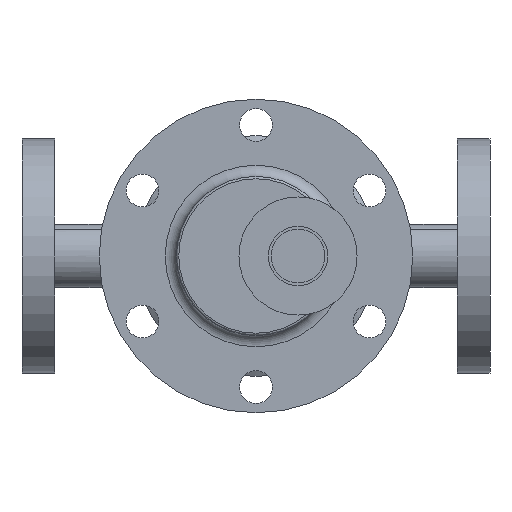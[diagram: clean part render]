
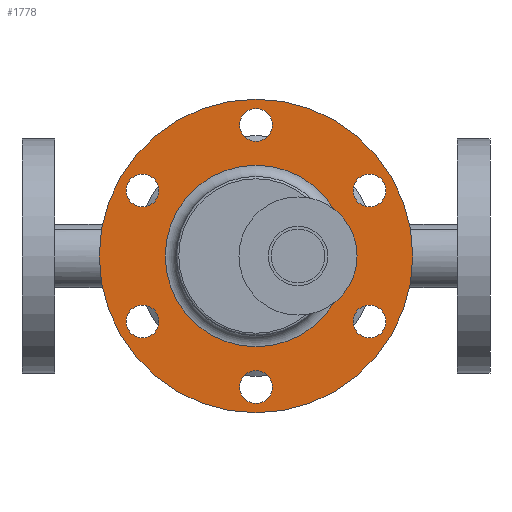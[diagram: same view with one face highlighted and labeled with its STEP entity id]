
A CAD part, left-side view. The second image highlights one B-rep face of the part: STEP entity #1778.
In plain terms, the highlighted planar face has unit normal (-1, 0, 0).
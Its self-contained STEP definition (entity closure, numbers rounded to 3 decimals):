
#282=FACE_BOUND('',#627,.T.);
#283=FACE_BOUND('',#628,.T.);
#284=FACE_BOUND('',#629,.T.);
#285=FACE_BOUND('',#630,.T.);
#286=FACE_BOUND('',#631,.T.);
#287=FACE_BOUND('',#632,.T.);
#288=FACE_BOUND('',#633,.T.);
#331=PLANE('',#2066);
#440=FACE_OUTER_BOUND('',#626,.T.);
#626=EDGE_LOOP('',(#1616));
#627=EDGE_LOOP('',(#1617));
#628=EDGE_LOOP('',(#1618));
#629=EDGE_LOOP('',(#1619));
#630=EDGE_LOOP('',(#1620));
#631=EDGE_LOOP('',(#1621));
#632=EDGE_LOOP('',(#1622));
#633=EDGE_LOOP('',(#1623,#1624));
#702=CIRCLE('',#1881,7.);
#706=CIRCLE('',#1887,7.);
#710=CIRCLE('',#1893,7.);
#714=CIRCLE('',#1899,7.);
#718=CIRCLE('',#1905,7.);
#722=CIRCLE('',#1911,7.);
#806=CIRCLE('',#2065,67.);
#807=CIRCLE('',#2067,38.798);
#808=CIRCLE('',#2068,38.798);
#860=VERTEX_POINT('',#2827);
#864=VERTEX_POINT('',#2839);
#868=VERTEX_POINT('',#2851);
#872=VERTEX_POINT('',#2863);
#876=VERTEX_POINT('',#2875);
#880=VERTEX_POINT('',#2887);
#959=VERTEX_POINT('',#3327);
#960=VERTEX_POINT('',#3331);
#961=VERTEX_POINT('',#3332);
#1033=EDGE_CURVE('',#860,#860,#702,.T.);
#1039=EDGE_CURVE('',#864,#864,#706,.T.);
#1045=EDGE_CURVE('',#868,#868,#710,.T.);
#1051=EDGE_CURVE('',#872,#872,#714,.T.);
#1057=EDGE_CURVE('',#876,#876,#718,.T.);
#1063=EDGE_CURVE('',#880,#880,#722,.T.);
#1185=EDGE_CURVE('',#959,#959,#806,.T.);
#1187=EDGE_CURVE('',#960,#961,#807,.T.);
#1188=EDGE_CURVE('',#961,#960,#808,.T.);
#1616=ORIENTED_EDGE('',*,*,#1185,.T.);
#1617=ORIENTED_EDGE('',*,*,#1033,.T.);
#1618=ORIENTED_EDGE('',*,*,#1039,.T.);
#1619=ORIENTED_EDGE('',*,*,#1045,.T.);
#1620=ORIENTED_EDGE('',*,*,#1051,.T.);
#1621=ORIENTED_EDGE('',*,*,#1057,.T.);
#1622=ORIENTED_EDGE('',*,*,#1063,.T.);
#1623=ORIENTED_EDGE('',*,*,#1187,.F.);
#1624=ORIENTED_EDGE('',*,*,#1188,.F.);
#1778=ADVANCED_FACE('',(#440,#282,#283,#284,#285,#286,#287,#288),#331,.T.);
#1881=AXIS2_PLACEMENT_3D('',#2828,#2248,#2249);
#1887=AXIS2_PLACEMENT_3D('',#2840,#2262,#2263);
#1893=AXIS2_PLACEMENT_3D('',#2852,#2276,#2277);
#1899=AXIS2_PLACEMENT_3D('',#2864,#2290,#2291);
#1905=AXIS2_PLACEMENT_3D('',#2876,#2304,#2305);
#1911=AXIS2_PLACEMENT_3D('',#2888,#2318,#2319);
#2065=AXIS2_PLACEMENT_3D('',#3328,#2655,#2656);
#2066=AXIS2_PLACEMENT_3D('',#3330,#2658,#2659);
#2067=AXIS2_PLACEMENT_3D('',#3333,#2660,#2661);
#2068=AXIS2_PLACEMENT_3D('',#3334,#2662,#2663);
#2248=DIRECTION('center_axis',(1.,0.,0.));
#2249=DIRECTION('ref_axis',(0.,0.,1.));
#2262=DIRECTION('center_axis',(1.,0.,0.));
#2263=DIRECTION('ref_axis',(0.,0.,1.));
#2276=DIRECTION('center_axis',(1.,0.,0.));
#2277=DIRECTION('ref_axis',(0.,0.,1.));
#2290=DIRECTION('center_axis',(1.,0.,0.));
#2291=DIRECTION('ref_axis',(0.,0.,1.));
#2304=DIRECTION('center_axis',(1.,0.,0.));
#2305=DIRECTION('ref_axis',(0.,0.,1.));
#2318=DIRECTION('center_axis',(1.,0.,0.));
#2319=DIRECTION('ref_axis',(0.,0.,1.));
#2655=DIRECTION('center_axis',(-1.,0.,0.));
#2656=DIRECTION('ref_axis',(0.,0.,1.));
#2658=DIRECTION('center_axis',(-1.,0.,0.));
#2659=DIRECTION('ref_axis',(0.,0.,1.));
#2660=DIRECTION('center_axis',(-1.,0.,0.));
#2661=DIRECTION('ref_axis',(0.,0.,1.));
#2662=DIRECTION('center_axis',(-1.,0.,0.));
#2663=DIRECTION('ref_axis',(0.,0.,1.));
#2827=CARTESIAN_POINT('',(-1020.,0.,-63.));
#2828=CARTESIAN_POINT('Origin',(-1020.,0.,-56.));
#2839=CARTESIAN_POINT('',(-1020.,48.497,21.));
#2840=CARTESIAN_POINT('Origin',(-1020.,48.497,28.));
#2851=CARTESIAN_POINT('',(-1020.,-48.497,21.));
#2852=CARTESIAN_POINT('Origin',(-1020.,-48.497,28.));
#2863=CARTESIAN_POINT('',(-1020.,-48.497,-35.));
#2864=CARTESIAN_POINT('Origin',(-1020.,-48.497,-28.));
#2875=CARTESIAN_POINT('',(-1020.,48.497,-35.));
#2876=CARTESIAN_POINT('Origin',(-1020.,48.497,-28.));
#2887=CARTESIAN_POINT('',(-1020.,0.,49.));
#2888=CARTESIAN_POINT('Origin',(-1020.,0.,56.));
#3327=CARTESIAN_POINT('',(-1020.,-67.,0.));
#3328=CARTESIAN_POINT('Origin',(-1020.,0.,0.));
#3330=CARTESIAN_POINT('Origin',(-1020.,38.798,0.));
#3331=CARTESIAN_POINT('',(-1020.002,38.798,0.));
#3332=CARTESIAN_POINT('',(-1020.002,0.,-38.798));
#3333=CARTESIAN_POINT('Origin',(-1020.002,0.,
0.));
#3334=CARTESIAN_POINT('Origin',(-1020.002,0.,
0.));
